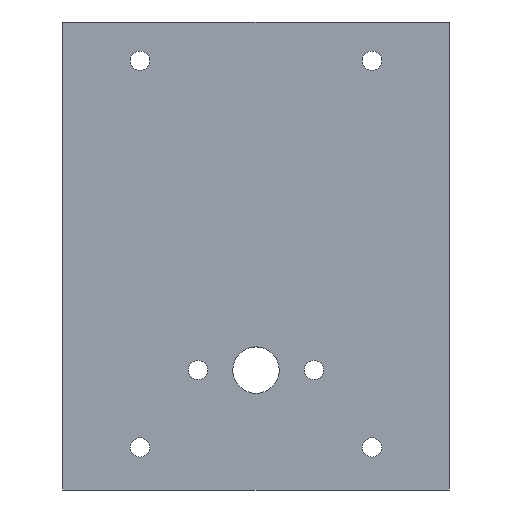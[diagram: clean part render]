
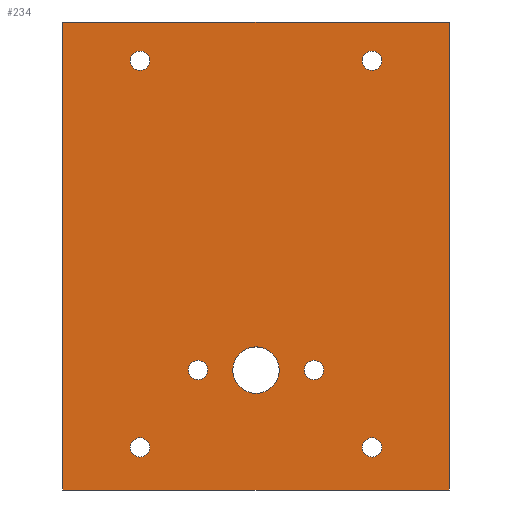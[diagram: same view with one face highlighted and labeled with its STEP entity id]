
A CAD part, top view. The second image highlights one B-rep face of the part: STEP entity #234.
In plain terms, the highlighted planar face has unit normal (0, 0, 1).
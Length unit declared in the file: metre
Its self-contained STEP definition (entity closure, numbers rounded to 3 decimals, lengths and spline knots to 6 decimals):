
#12=CIRCLE('',#259,0.006);
#14=CIRCLE('',#263,0.0025);
#15=CIRCLE('',#264,0.0025);
#16=CIRCLE('',#265,0.0025);
#17=CIRCLE('',#266,0.0025);
#18=CIRCLE('',#267,0.0025);
#19=CIRCLE('',#268,0.0025);
#43=ORIENTED_EDGE('',*,*,#95,.F.);
#44=ORIENTED_EDGE('',*,*,#96,.F.);
#45=ORIENTED_EDGE('',*,*,#97,.F.);
#46=ORIENTED_EDGE('',*,*,#98,.F.);
#47=ORIENTED_EDGE('',*,*,#99,.F.);
#48=ORIENTED_EDGE('',*,*,#100,.F.);
#49=ORIENTED_EDGE('',*,*,#89,.F.);
#50=ORIENTED_EDGE('',*,*,#101,.F.);
#51=ORIENTED_EDGE('',*,*,#87,.T.);
#52=ORIENTED_EDGE('',*,*,#102,.T.);
#53=ORIENTED_EDGE('',*,*,#91,.F.);
#87=EDGE_CURVE('',#114,#113,#135,.T.);
#89=EDGE_CURVE('',#115,#115,#12,.T.);
#91=EDGE_CURVE('',#117,#118,#137,.T.);
#95=EDGE_CURVE('',#121,#121,#14,.T.);
#96=EDGE_CURVE('',#122,#122,#15,.T.);
#97=EDGE_CURVE('',#123,#123,#16,.T.);
#98=EDGE_CURVE('',#124,#124,#17,.T.);
#99=EDGE_CURVE('',#125,#125,#18,.T.);
#100=EDGE_CURVE('',#126,#126,#19,.T.);
#101=EDGE_CURVE('',#114,#117,#141,.T.);
#102=EDGE_CURVE('',#113,#118,#142,.T.);
#113=VERTEX_POINT('',#358);
#114=VERTEX_POINT('',#360);
#115=VERTEX_POINT('',#364);
#117=VERTEX_POINT('',#369);
#118=VERTEX_POINT('',#370);
#121=VERTEX_POINT('',#378);
#122=VERTEX_POINT('',#380);
#123=VERTEX_POINT('',#382);
#124=VERTEX_POINT('',#384);
#125=VERTEX_POINT('',#386);
#126=VERTEX_POINT('',#388);
#135=LINE('',#359,#147);
#137=LINE('',#368,#149);
#141=LINE('',#389,#153);
#142=LINE('',#390,#154);
#147=VECTOR('',#290,1.);
#149=VECTOR('',#300,1.);
#153=VECTOR('',#318,1.);
#154=VECTOR('',#319,1.);
#161=EDGE_LOOP('',(#43));
#162=EDGE_LOOP('',(#44));
#163=EDGE_LOOP('',(#45));
#164=EDGE_LOOP('',(#46));
#165=EDGE_LOOP('',(#47));
#166=EDGE_LOOP('',(#48));
#167=EDGE_LOOP('',(#49));
#168=EDGE_LOOP('',(#50,#51,#52,#53));
#195=FACE_BOUND('',#161,.T.);
#196=FACE_BOUND('',#162,.T.);
#197=FACE_BOUND('',#163,.T.);
#198=FACE_BOUND('',#164,.T.);
#199=FACE_BOUND('',#165,.T.);
#200=FACE_BOUND('',#166,.T.);
#201=FACE_BOUND('',#167,.T.);
#202=FACE_BOUND('',#168,.T.);
#227=PLANE('',#262);
#234=ADVANCED_FACE('',(#195,#196,#197,#198,#199,#200,#201,#202),#227,.T.);
#259=AXIS2_PLACEMENT_3D('',#363,#294,#295);
#262=AXIS2_PLACEMENT_3D('',#376,#304,#305);
#263=AXIS2_PLACEMENT_3D('',#377,#306,#307);
#264=AXIS2_PLACEMENT_3D('',#379,#308,#309);
#265=AXIS2_PLACEMENT_3D('',#381,#310,#311);
#266=AXIS2_PLACEMENT_3D('',#383,#312,#313);
#267=AXIS2_PLACEMENT_3D('',#385,#314,#315);
#268=AXIS2_PLACEMENT_3D('',#387,#316,#317);
#290=DIRECTION('',(0.,1.,0.));
#294=DIRECTION('',(0.,0.,1.));
#295=DIRECTION('',(1.,0.,0.));
#300=DIRECTION('',(0.,1.,0.));
#304=DIRECTION('',(0.,0.,1.));
#305=DIRECTION('',(1.,0.,0.));
#306=DIRECTION('',(0.,0.,1.));
#307=DIRECTION('',(1.,0.,0.));
#308=DIRECTION('',(0.,0.,1.));
#309=DIRECTION('',(1.,0.,0.));
#310=DIRECTION('',(0.,0.,1.));
#311=DIRECTION('',(1.,0.,0.));
#312=DIRECTION('',(0.,0.,1.));
#313=DIRECTION('',(1.,0.,0.));
#314=DIRECTION('',(0.,0.,1.));
#315=DIRECTION('',(1.,0.,0.));
#316=DIRECTION('',(0.,0.,1.));
#317=DIRECTION('',(1.,0.,0.));
#318=DIRECTION('',(-1.,0.,0.));
#319=DIRECTION('',(-1.,0.,0.));
#358=CARTESIAN_POINT('',(0.05,0.0605,0.003));
#359=CARTESIAN_POINT('',(0.05,0.,0.003));
#360=CARTESIAN_POINT('',(0.05,-0.0605,0.003));
#363=CARTESIAN_POINT('',(0.,-0.0295,0.003));
#364=CARTESIAN_POINT('',(0.006,-0.0295,0.003));
#368=CARTESIAN_POINT('',(-0.05,0.,0.003));
#369=CARTESIAN_POINT('',(-0.05,-0.0605,0.003));
#370=CARTESIAN_POINT('',(-0.05,0.0605,0.003));
#376=CARTESIAN_POINT('',(0.,0.,0.003));
#377=CARTESIAN_POINT('',(-0.03,-0.0495,0.003));
#378=CARTESIAN_POINT('',(-0.0275,-0.0495,0.003));
#379=CARTESIAN_POINT('',(-0.03,0.0505,0.003));
#380=CARTESIAN_POINT('',(-0.0275,0.0505,0.003));
#381=CARTESIAN_POINT('',(0.03,0.0505,0.003));
#382=CARTESIAN_POINT('',(0.0325,0.0505,0.003));
#383=CARTESIAN_POINT('',(-0.015,-0.0295,0.003));
#384=CARTESIAN_POINT('',(-0.0125,-0.0295,0.003));
#385=CARTESIAN_POINT('',(0.015,-0.0295,0.003));
#386=CARTESIAN_POINT('',(0.0175,-0.0295,0.003));
#387=CARTESIAN_POINT('',(0.03,-0.0495,0.003));
#388=CARTESIAN_POINT('',(0.0325,-0.0495,0.003));
#389=CARTESIAN_POINT('',(0.,-0.0605,0.003));
#390=CARTESIAN_POINT('',(0.,0.0605,0.003));
